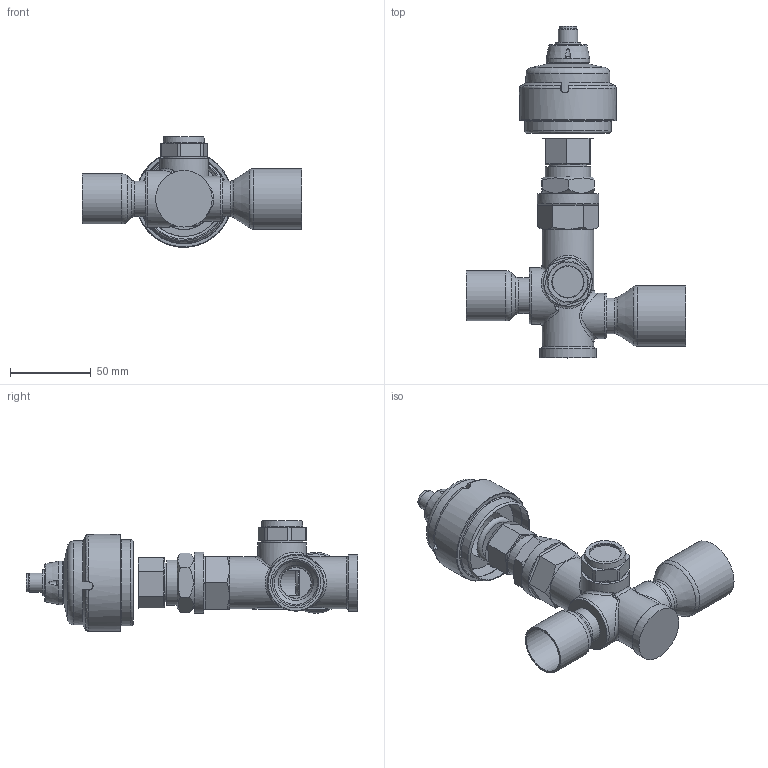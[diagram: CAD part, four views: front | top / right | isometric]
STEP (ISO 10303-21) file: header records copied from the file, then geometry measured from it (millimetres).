
FILE_DESCRIPTION(/* description */ (''),/* implementation_level */ '2;1');
FILE_NAME(/* name */ '034G0501R.stp',/* time_stamp */ '2022-08-22T15:25:56+03:00',/* author */ ('U403152'),/* organization */ (''),/* preprocessor_version */ 'ST-DEVELOPER v18.1',/* originating_system */ 'Autodesk Inventor 2020',/* authorisation */ '');
FILE_SCHEMA (('AUTOMOTIVE_DESIGN { 1 0 10303 214 3 1 1 }'));
Length unit declared in the file: millimetre
Products named in the file (1): Part1
Bounding box: 136 x 205.5 x 68.46 mm (x, y, z)
Volume: 171203.2 mm3; surface area: 77080.8 mm2
Topology: 1 solids, 7 shells, 418 faces, 1205 edges, 828 vertices
Faces by surface type: cylinder 167, plane 136, cone 43, bspline 35, torus 25, sphere 12
Full cylindrical faces by diameter (mm): 1 x8, 1.4 x2, 2 x1, 3 x1, 4 x1, 4.2 x1, 7 x1, 9 x1, 9.2 x1, 10 x1, 11 x1, 11.5 x1, 12 x1, 12.35 x1, 13 x1, 14 x2, 16 x1, 16.25 x1, 16.5 x1, 18.4 x1, 18.5 x1, 18.8 x2, 18.918 x6, 19 x3, 19.6 x2, 19.783 x7, 19.8 x1, 20 x5, 20.1 x1, 20.5 x1
Entity records: 31377 total; most frequent: CARTESIAN_POINT 20028, ORIENTED_EDGE 2388, DIRECTION 2228, EDGE_CURVE 1194, AXIS2_PLACEMENT_3D 943, VERTEX_POINT 828, CIRCLE 535, EDGE_LOOP 490
